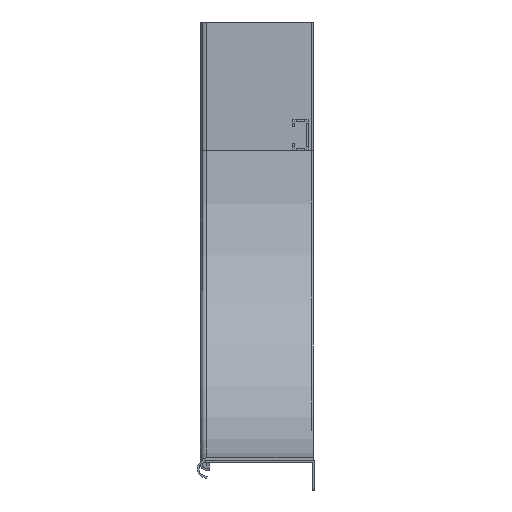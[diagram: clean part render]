
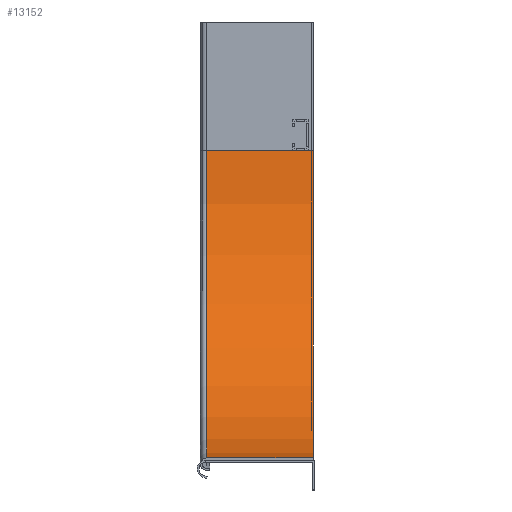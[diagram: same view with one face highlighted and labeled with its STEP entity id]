
A CAD part, left-side view. The second image highlights one B-rep face of the part: STEP entity #13152.
In plain terms, the highlighted cylindrical face has radius 300 mm (diameter 600 mm), a partial arc.
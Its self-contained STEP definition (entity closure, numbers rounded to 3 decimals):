
#788 = VERTEX_POINT ( 'NONE', #6861 ) ;
#944 = VECTOR ( 'NONE', #2034, 1000. ) ;
#1048 = EDGE_CURVE ( 'NONE', #8637, #10223, #11482, .T. ) ;
#1530 = CARTESIAN_POINT ( 'NONE',  ( 300., 0., -125. ) ) ;
#2034 = DIRECTION ( 'NONE',  ( 0., 1., 0. ) ) ;
#2458 = CARTESIAN_POINT ( 'NONE',  ( 0., 3., -125. ) ) ;
#2582 = EDGE_CURVE ( 'NONE', #8637, #13585, #13097, .T. ) ;
#2802 = EDGE_CURVE ( 'NONE', #13585, #788, #11811, .T. ) ;
#2843 = ORIENTED_EDGE ( 'NONE', *, *, #1048, .T. ) ;
#3336 = DIRECTION ( 'NONE',  ( 0., -1., 0. ) ) ;
#3388 = DIRECTION ( 'NONE',  ( 1., 0., 0. ) ) ;
#3983 = CARTESIAN_POINT ( 'NONE',  ( 300., 104., -125. ) ) ;
#4385 = CARTESIAN_POINT ( 'NONE',  ( 300., 0., -425. ) ) ;
#4414 = ORIENTED_EDGE ( 'NONE', *, *, #12782, .T. ) ;
#4467 = CARTESIAN_POINT ( 'NONE',  ( 300., 0., -125. ) ) ;
#4956 = EDGE_LOOP ( 'NONE', ( #11099, #2843, #4414, #13767 ) ) ;
#5085 = DIRECTION ( 'NONE',  ( 0., 0., -1. ) ) ;
#5230 = FACE_OUTER_BOUND ( 'NONE', #4956, .T. ) ;
#6444 = CARTESIAN_POINT ( 'NONE',  ( 300., 3., -425. ) ) ;
#6644 = CARTESIAN_POINT ( 'NONE',  ( 0., 0., -125. ) ) ;
#6765 = DIRECTION ( 'NONE',  ( 0., 1., 0. ) ) ;
#6861 = CARTESIAN_POINT ( 'NONE',  ( 300., 104., -425. ) ) ;
#8637 = VERTEX_POINT ( 'NONE', #6644 ) ;
#8826 = AXIS2_PLACEMENT_3D ( 'NONE', #1530, #8967, #12075 ) ;
#8967 = DIRECTION ( 'NONE',  ( 0., -1., 0. ) ) ;
#10080 = CYLINDRICAL_SURFACE ( 'NONE', #8826, 300. ) ;
#10223 = VERTEX_POINT ( 'NONE', #4385 ) ;
#11099 = ORIENTED_EDGE ( 'NONE', *, *, #2582, .F. ) ;
#11311 = DIRECTION ( 'NONE',  ( 0., -1., 0. ) ) ;
#11482 = CIRCLE ( 'NONE', #11735, 300. ) ;
#11735 = AXIS2_PLACEMENT_3D ( 'NONE', #4467, #3336, #3388 ) ;
#11744 = CARTESIAN_POINT ( 'NONE',  ( 0., 104., -125. ) ) ;
#11811 = CIRCLE ( 'NONE', #13192, 300. ) ;
#12075 = DIRECTION ( 'NONE',  ( 0., 0., -1. ) ) ;
#12214 = LINE ( 'NONE', #6444, #944 ) ;
#12782 = EDGE_CURVE ( 'NONE', #10223, #788, #12214, .T. ) ;
#13097 = LINE ( 'NONE', #2458, #13126 ) ;
#13126 = VECTOR ( 'NONE', #6765, 1000. ) ;
#13152 = ADVANCED_FACE ( 'NONE', ( #5230 ), #10080, .F. ) ;
#13192 = AXIS2_PLACEMENT_3D ( 'NONE', #3983, #11311, #5085 ) ;
#13585 = VERTEX_POINT ( 'NONE', #11744 ) ;
#13767 = ORIENTED_EDGE ( 'NONE', *, *, #2802, .F. ) ;
